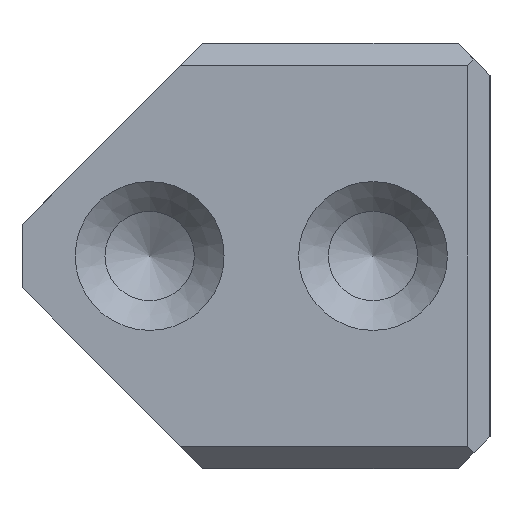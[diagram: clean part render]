
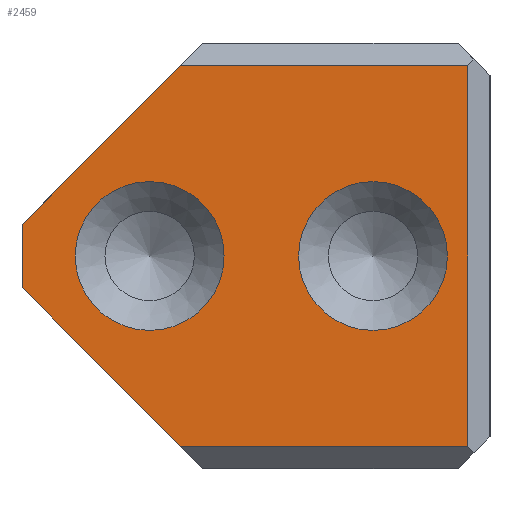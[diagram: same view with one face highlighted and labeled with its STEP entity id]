
A CAD part, left-side view. The second image highlights one B-rep face of the part: STEP entity #2459.
In plain terms, the highlighted planar face has unit normal (-1, 0, 0).
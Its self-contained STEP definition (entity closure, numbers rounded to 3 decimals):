
#2459=ADVANCED_FACE('',(#3337,#3338,#3339),#2824,.T.);
#2824=PLANE('',#8607);
#3061=CIRCLE('',#8605,3.5);
#3062=CIRCLE('',#8606,3.5);
#3337=FACE_BOUND('',#3506,.T.);
#3338=FACE_BOUND('',#3507,.T.);
#3339=FACE_BOUND('',#3508,.T.);
#3506=EDGE_LOOP('',(#4195));
#3507=EDGE_LOOP('',(#4196));
#3508=EDGE_LOOP('',(#4197,#4198,#4199,#4200,#4201,#4202));
#4195=ORIENTED_EDGE('',*,*,#6643,.T.);
#4196=ORIENTED_EDGE('',*,*,#6644,.T.);
#4197=ORIENTED_EDGE('',*,*,#6645,.T.);
#4198=ORIENTED_EDGE('',*,*,#6646,.T.);
#4199=ORIENTED_EDGE('',*,*,#6647,.T.);
#4200=ORIENTED_EDGE('',*,*,#6648,.F.);
#4201=ORIENTED_EDGE('',*,*,#6649,.T.);
#4202=ORIENTED_EDGE('',*,*,#6650,.T.);
#6015=VERTEX_POINT('',#11038);
#6016=VERTEX_POINT('',#11040);
#6017=VERTEX_POINT('',#11042);
#6018=VERTEX_POINT('',#11043);
#6019=VERTEX_POINT('',#11045);
#6020=VERTEX_POINT('',#11047);
#6021=VERTEX_POINT('',#11049);
#6022=VERTEX_POINT('',#11051);
#6643=EDGE_CURVE('',#6015,#6015,#3061,.T.);
#6644=EDGE_CURVE('',#6016,#6016,#3062,.T.);
#6645=EDGE_CURVE('',#6017,#6018,#7461,.T.);
#6646=EDGE_CURVE('',#6018,#6019,#7462,.T.);
#6647=EDGE_CURVE('',#6019,#6020,#7463,.T.);
#6648=EDGE_CURVE('',#6021,#6020,#7464,.T.);
#6649=EDGE_CURVE('',#6021,#6022,#7465,.T.);
#6650=EDGE_CURVE('',#6022,#6017,#7466,.T.);
#7461=LINE('',#11041,#8107);
#7462=LINE('',#11044,#8108);
#7463=LINE('',#11046,#8109);
#7464=LINE('',#11048,#8110);
#7465=LINE('',#11050,#8111);
#7466=LINE('',#11052,#8112);
#8107=VECTOR('',#9155,1.);
#8108=VECTOR('',#9156,1.);
#8109=VECTOR('',#9157,1.);
#8110=VECTOR('',#9158,1.);
#8111=VECTOR('',#9159,1.);
#8112=VECTOR('',#9160,1.);
#8605=AXIS2_PLACEMENT_3D('',#11037,#9151,#9152);
#8606=AXIS2_PLACEMENT_3D('',#11039,#9153,#9154);
#8607=AXIS2_PLACEMENT_3D('',#11053,#9161,#9162);
#9151=DIRECTION('',(1.,0.,0.));
#9152=DIRECTION('',(0.,0.,-1.));
#9153=DIRECTION('',(1.,0.,0.));
#9154=DIRECTION('',(0.,0.,-1.));
#9155=DIRECTION('',(0.,0.,1.));
#9156=DIRECTION('',(0.,1.,0.));
#9157=DIRECTION('',(0.,0.707,-0.707));
#9158=DIRECTION('',(0.,0.,1.));
#9159=DIRECTION('',(0.,-0.707,-0.707));
#9160=DIRECTION('',(0.,-1.,0.));
#9161=DIRECTION('',(-1.,0.,0.));
#9162=DIRECTION('',(0.,0.,-1.));
#11037=CARTESIAN_POINT('',(0.,16.,10.));
#11038=CARTESIAN_POINT('',(0.,16.,6.5));
#11039=CARTESIAN_POINT('',(0.,5.5,10.));
#11040=CARTESIAN_POINT('',(0.,5.5,6.5));
#11041=CARTESIAN_POINT('',(0.,1.05,0.));
#11042=CARTESIAN_POINT('',(0.,1.05,1.05));
#11043=CARTESIAN_POINT('',(0.,1.05,18.95));
#11044=CARTESIAN_POINT('',(0.,11.,18.95));
#11045=CARTESIAN_POINT('',(0.,14.55,18.95));
#11046=CARTESIAN_POINT('',(0.,22.25,11.25));
#11047=CARTESIAN_POINT('',(0.,22.,11.5));
#11048=CARTESIAN_POINT('',(0.,22.,0.));
#11049=CARTESIAN_POINT('',(0.,22.,8.5));
#11050=CARTESIAN_POINT('',(0.,12.25,-1.25));
#11051=CARTESIAN_POINT('',(0.,14.55,1.05));
#11052=CARTESIAN_POINT('',(0.,11.,1.05));
#11053=CARTESIAN_POINT('',(0.,11.,0.));
